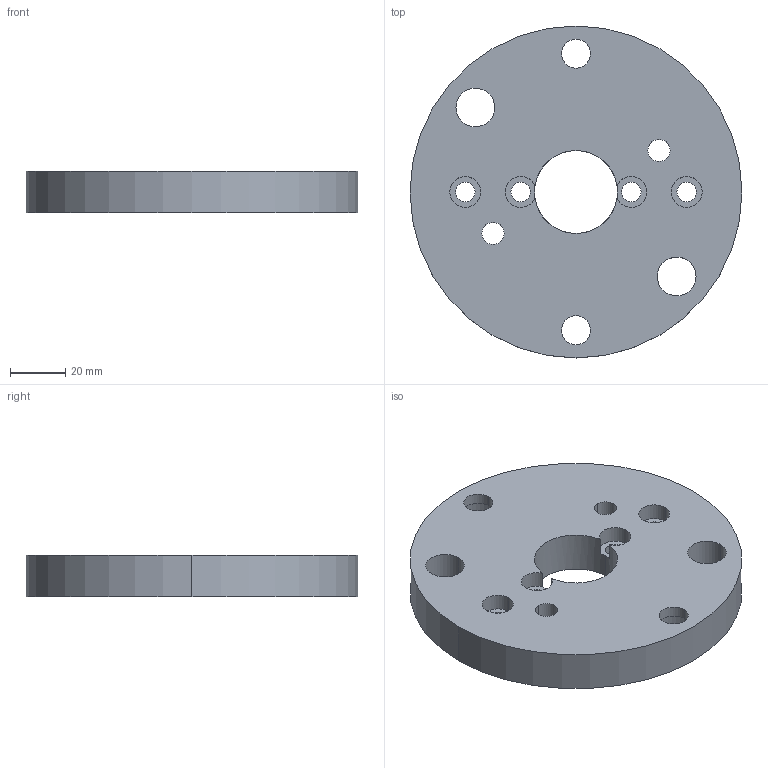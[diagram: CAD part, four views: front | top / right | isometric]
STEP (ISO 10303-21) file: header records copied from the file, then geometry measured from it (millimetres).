
FILE_DESCRIPTION((''),'2;1');
FILE_NAME('PLAQUE_JONCTION_DC','2021-10-06T17:25:55',('laure'),(''),'CREO PARAMETRIC BY PTC INC, 2020281','CREO PARAMETRIC BY PTC INC, 2020281','');
FILE_SCHEMA(('CONFIG_CONTROL_DESIGN'));
Length unit declared in the file: millimetre
Products named in the file (1): PLAQUE_JONCTION_DC
Bounding box: 120 x 120 x 15 mm (x, y, z)
Volume: 143203.8 mm3; surface area: 31880.1 mm2
Topology: 1 solids, 1 shells, 42 faces, 108 edges, 72 vertices
Faces by surface type: cylinder 34, plane 8
Entity records: 1406 total; most frequent: DIRECTION 264, CARTESIAN_POINT 222, ORIENTED_EDGE 216, AXIS2_PLACEMENT_3D 114, EDGE_CURVE 108, VERTEX_POINT 72, CIRCLE 72, EDGE_LOOP 68
